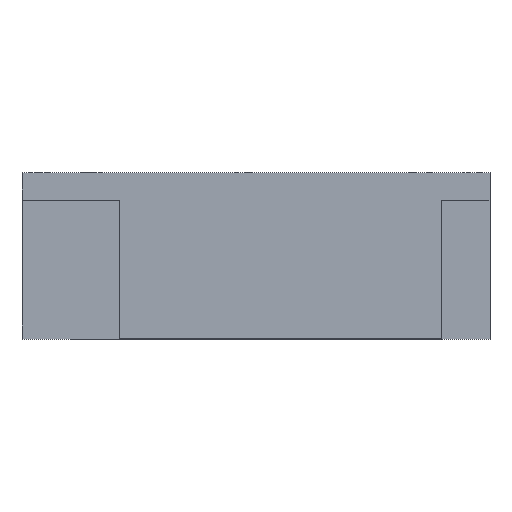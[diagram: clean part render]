
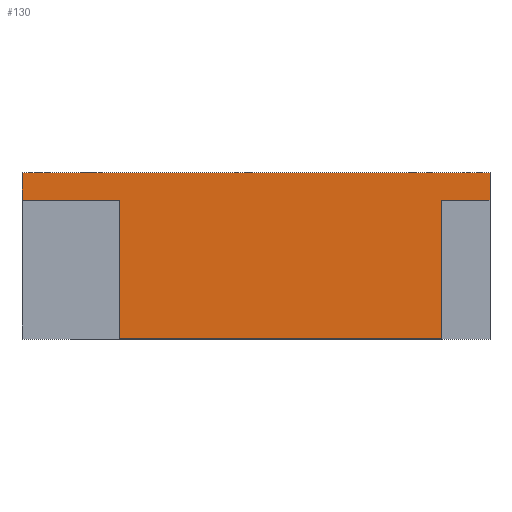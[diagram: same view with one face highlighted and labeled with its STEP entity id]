
A CAD part, top view. The second image highlights one B-rep face of the part: STEP entity #130.
In plain terms, the highlighted planar face has unit normal (0, 0, 1).
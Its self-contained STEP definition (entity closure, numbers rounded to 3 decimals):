
#130=ADVANCED_FACE('',(#600),#602,.T.);
#600=FACE_BOUND('',#601,.T.);
#601=EDGE_LOOP('',(#970,#971,#972,#973,#974,#975,#976,#977));
#602=PLANE('',#603);
#603=AXIS2_PLACEMENT_3D('',#604,#605,#606);
#604=CARTESIAN_POINT('',(0.,-24.,0.));
#605=DIRECTION('',(0.,0.,1.));
#606=DIRECTION('',(0.,1.,0.));
#970=ORIENTED_EDGE('',*,*,#1223,.T.);
#971=ORIENTED_EDGE('',*,*,#1224,.F.);
#972=ORIENTED_EDGE('',*,*,#1225,.T.);
#973=ORIENTED_EDGE('',*,*,#1163,.T.);
#974=ORIENTED_EDGE('',*,*,#1203,.T.);
#975=ORIENTED_EDGE('',*,*,#1195,.T.);
#976=ORIENTED_EDGE('',*,*,#1226,.F.);
#977=ORIENTED_EDGE('',*,*,#1167,.T.);
#1163=EDGE_CURVE('',#1297,#1295,#1298,.T.);
#1167=EDGE_CURVE('',#1305,#1303,#1306,.T.);
#1195=EDGE_CURVE('',#1354,#1359,#1361,.T.);
#1203=EDGE_CURVE('',#1295,#1354,#1375,.T.);
#1223=EDGE_CURVE('',#1303,#1413,#1414,.F.);
#1224=EDGE_CURVE('',#1415,#1413,#1416,.T.);
#1225=EDGE_CURVE('',#1415,#1297,#1417,.F.);
#1226=EDGE_CURVE('',#1305,#1359,#1418,.T.);
#1295=VERTEX_POINT('',#1519);
#1297=VERTEX_POINT('',#1523);
#1298=LINE('',#1524,#1525);
#1303=VERTEX_POINT('',#1535);
#1305=VERTEX_POINT('',#1539);
#1306=LINE('',#1540,#1541);
#1354=VERTEX_POINT('',#1644);
#1359=VERTEX_POINT('',#1653);
#1361=LINE('',#1657,#1658);
#1375=LINE('',#1693,#1694);
#1413=VERTEX_POINT('',#1771);
#1414=LINE('',#1772,#1773);
#1415=VERTEX_POINT('',#1775);
#1416=LINE('',#1776,#1777);
#1417=LINE('',#1779,#1780);
#1418=LINE('',#1782,#1783);
#1519=CARTESIAN_POINT('',(0.,-4.,0.));
#1523=CARTESIAN_POINT('',(-7.,-4.,0.));
#1524=CARTESIAN_POINT('',(-7.,-4.,0.));
#1525=VECTOR('',#1526,1.);
#1526=DIRECTION('',(1.,0.,0.));
#1535=CARTESIAN_POINT('',(-53.5,-4.,0.));
#1539=CARTESIAN_POINT('',(-67.5,-4.,0.));
#1540=CARTESIAN_POINT('',(-67.5,-4.,0.));
#1541=VECTOR('',#1542,1.);
#1542=DIRECTION('',(1.,0.,0.));
#1644=CARTESIAN_POINT('',(0.,0.,0.));
#1653=CARTESIAN_POINT('',(-67.5,0.,0.));
#1657=CARTESIAN_POINT('',(0.,0.,0.));
#1658=VECTOR('',#1659,1.);
#1659=DIRECTION('',(-1.,0.,0.));
#1693=CARTESIAN_POINT('',(0.,-4.,0.));
#1694=VECTOR('',#1695,1.);
#1695=DIRECTION('',(0.,1.,0.));
#1771=CARTESIAN_POINT('',(-53.5,-24.,0.));
#1772=CARTESIAN_POINT('',(-53.5,-24.,0.));
#1773=VECTOR('',#1774,1.);
#1774=DIRECTION('',(0.,1.,0.));
#1775=CARTESIAN_POINT('',(-7.,-24.,0.));
#1776=CARTESIAN_POINT('',(-7.,-24.,0.));
#1777=VECTOR('',#1778,1.);
#1778=DIRECTION('',(-1.,0.,0.));
#1779=CARTESIAN_POINT('',(-7.,-4.,0.));
#1780=VECTOR('',#1781,1.);
#1781=DIRECTION('',(0.,-1.,0.));
#1782=CARTESIAN_POINT('',(-67.5,-4.,0.));
#1783=VECTOR('',#1784,1.);
#1784=DIRECTION('',(0.,1.,0.));
